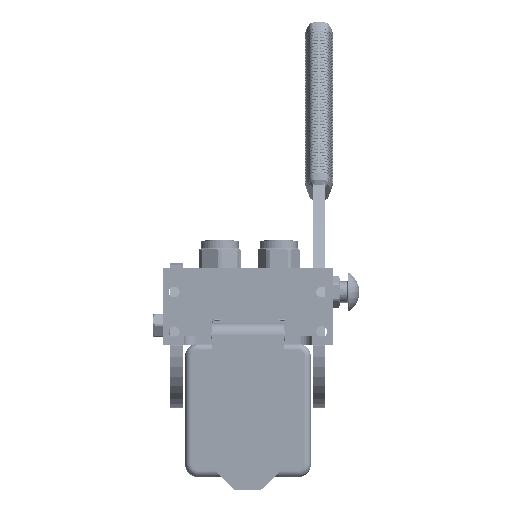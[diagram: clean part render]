
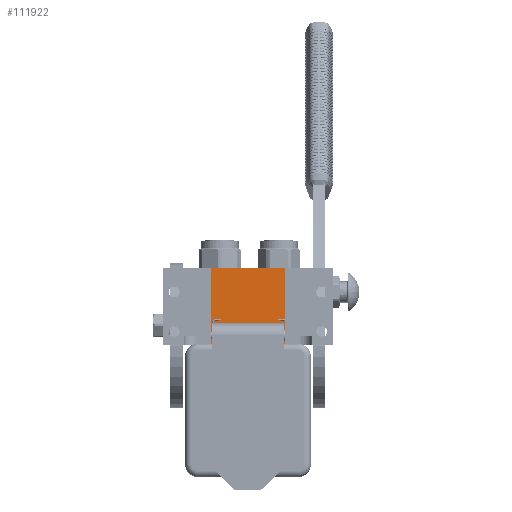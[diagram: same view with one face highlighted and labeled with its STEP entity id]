
A CAD part, left-side view. The second image highlights one B-rep face of the part: STEP entity #111922.
In plain terms, the highlighted face is planar.
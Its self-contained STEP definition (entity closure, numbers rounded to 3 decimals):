
#9571 = FACE_OUTER_BOUND ( 'NONE', #106438, .T. ) ;
#23091 = LINE ( 'NONE', #96624, #145455 ) ;
#30075 = VECTOR ( 'NONE', #87197, 1000. ) ;
#32910 = VERTEX_POINT ( 'NONE', #63531 ) ;
#36218 = ORIENTED_EDGE ( 'NONE', *, *, #80767, .T. ) ;
#41281 = VERTEX_POINT ( 'NONE', #64978 ) ;
#46444 = LINE ( 'NONE', #114026, #92864 ) ;
#51292 = DIRECTION ( 'NONE',  ( -1., 0., 0. ) ) ;
#58235 = VERTEX_POINT ( 'NONE', #123088 ) ;
#63531 = CARTESIAN_POINT ( 'NONE',  ( -29., 60.2, -107.5 ) ) ;
#64291 = CARTESIAN_POINT ( 'NONE',  ( 29., 0., -107.5 ) ) ;
#64978 = CARTESIAN_POINT ( 'NONE',  ( -29., 0., -107.5 ) ) ;
#66021 = LINE ( 'NONE', #129697, #30075 ) ;
#66787 = CARTESIAN_POINT ( 'NONE',  ( 29., 60.2, -107.5 ) ) ;
#78836 = ORIENTED_EDGE ( 'NONE', *, *, #157033, .F. ) ;
#80767 = EDGE_CURVE ( 'NONE', #41281, #32910, #66021, .T. ) ;
#82823 = AXIS2_PLACEMENT_3D ( 'NONE', #64291, #132160, #51292 ) ;
#87197 = DIRECTION ( 'NONE',  ( 0., 1., 0. ) ) ;
#88450 = CARTESIAN_POINT ( 'NONE',  ( 29., 60.2, -107.5 ) ) ;
#90057 = LINE ( 'NONE', #88450, #111283 ) ;
#92864 = VECTOR ( 'NONE', #127558, 1000. ) ;
#96624 = CARTESIAN_POINT ( 'NONE',  ( 29., 0., -107.5 ) ) ;
#103964 = PLANE ( 'NONE',  #82823 ) ;
#104422 = EDGE_CURVE ( 'NONE', #58235, #41281, #23091, .T. ) ;
#106438 = EDGE_LOOP ( 'NONE', ( #36218, #78836, #151593, #142860 ) ) ;
#106523 = VERTEX_POINT ( 'NONE', #66787 ) ;
#111283 = VECTOR ( 'NONE', #169792, 1000. ) ;
#111922 = ADVANCED_FACE ( 'NONE', ( #9571 ), #103964, .T. ) ;
#114026 = CARTESIAN_POINT ( 'NONE',  ( 29., 0., -107.5 ) ) ;
#123088 = CARTESIAN_POINT ( 'NONE',  ( 29., 0., -107.5 ) ) ;
#127558 = DIRECTION ( 'NONE',  ( 0., 1., 0. ) ) ;
#129697 = CARTESIAN_POINT ( 'NONE',  ( -29., 0., -107.5 ) ) ;
#132160 = DIRECTION ( 'NONE',  ( 0., 0., -1. ) ) ;
#137285 = DIRECTION ( 'NONE',  ( -1., 0., 0. ) ) ;
#142860 = ORIENTED_EDGE ( 'NONE', *, *, #104422, .T. ) ;
#145455 = VECTOR ( 'NONE', #137285, 1000. ) ;
#151593 = ORIENTED_EDGE ( 'NONE', *, *, #163134, .F. ) ;
#157033 = EDGE_CURVE ( 'NONE', #106523, #32910, #90057, .T. ) ;
#163134 = EDGE_CURVE ( 'NONE', #58235, #106523, #46444, .T. ) ;
#169792 = DIRECTION ( 'NONE',  ( -1., 0., 0. ) ) ;
